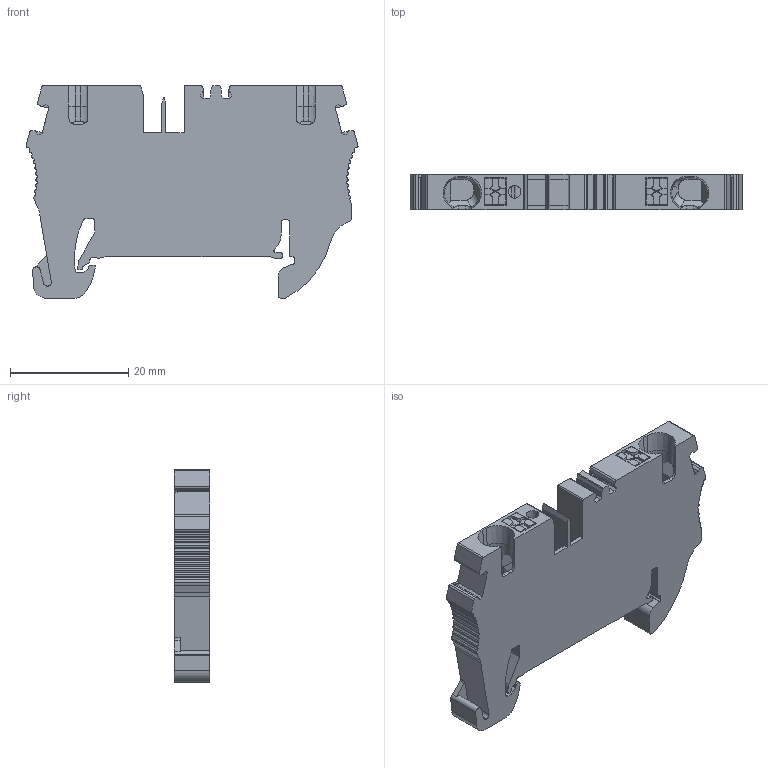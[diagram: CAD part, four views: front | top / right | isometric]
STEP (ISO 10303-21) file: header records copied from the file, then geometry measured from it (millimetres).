
FILE_DESCRIPTION(/* description */ ('Unknown'),/* implementation_level */ '2;1');
FILE_NAME(/* name */ 'PQ_4_3D_SOLID',/* time_stamp */ '2025-08-04T15:56:36+05:00',/* author */ ('Unknown'),/* organization */ ('Unknown'),/* preprocessor_version */ 'ST-DEVELOPER v16.7',/* originating_system */ 'Solid Edge',/* authorisation */ 'Unknown');
FILE_SCHEMA (('AUTOMOTIVE_DESIGN {1 0 10303 214 3 1 1}'));
Length unit declared in the file: millimetre
Products named in the file (1): PQ_4_SOLID
Bounding box: 56.24 x 6 x 36 mm (x, y, z)
Volume: 8076 mm3; surface area: 5580.7 mm2
Topology: 1 solids, 1 shells, 424 faces, 1217 edges, 802 vertices
Faces by surface type: plane 247, cylinder 165, cone 12
Full cylindrical faces by diameter (mm): 2.15 x1
Entity records: 16920 total; most frequent: CARTESIAN_POINT 2571, ORIENTED_EDGE 2430, DIRECTION 2377, EDGE_CURVE 1215, LINE 825, VECTOR 825, VERTEX_POINT 801, AXIS2_PLACEMENT_3D 776
